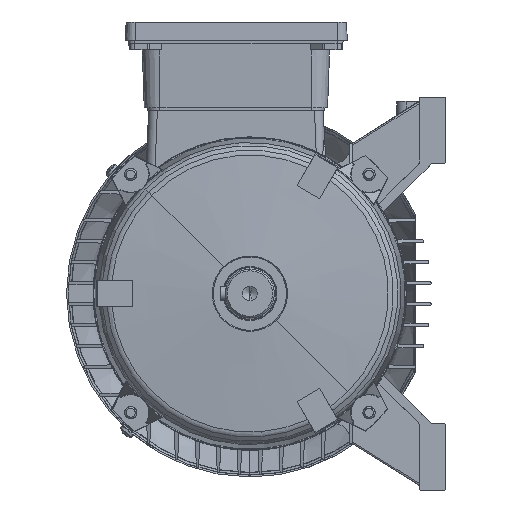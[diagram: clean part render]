
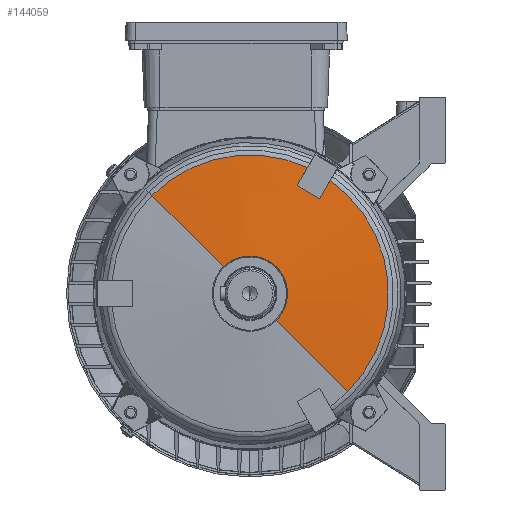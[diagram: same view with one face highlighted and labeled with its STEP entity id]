
A CAD part, left-side view. The second image highlights one B-rep face of the part: STEP entity #144059.
In plain terms, the highlighted conical face has half-angle 85.595 degrees and reference radius 21 mm.
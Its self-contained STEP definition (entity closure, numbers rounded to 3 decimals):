
#4971 = ORIENTED_EDGE ( 'NONE', *, *, #133591, .T. ) ;
#4979 = CARTESIAN_POINT ( 'NONE',  ( -0.043, 0., 21.553 ) ) ;
#5381 = ORIENTED_EDGE ( 'NONE', *, *, #27616, .T. ) ;
#7503 = DIRECTION ( 'NONE',  ( 1., 0., 0. ) ) ;
#8113 = VERTEX_POINT ( 'NONE', #4979 ) ;
#12907 = CARTESIAN_POINT ( 'NONE',  ( 0., 0., 0. ) ) ;
#13596 = CARTESIAN_POINT ( 'NONE',  ( -3.575, 66.658, 10.096 ) ) ;
#14325 = FACE_OUTER_BOUND ( 'NONE', #57643, .T. ) ;
#15686 = VERTEX_POINT ( 'NONE', #101358 ) ;
#20163 = EDGE_CURVE ( 'NONE', #8113, #29063, #36278, .T. ) ;
#23417 = CARTESIAN_POINT ( 'NONE',  ( -0.043, 0., -21.553 ) ) ;
#24574 = CARTESIAN_POINT ( 'NONE',  ( -4.188, 74.387, 12.167 ) ) ;
#27616 = EDGE_CURVE ( 'NONE', #44145, #77896, #36109, .T. ) ;
#28892 = VERTEX_POINT ( 'NONE', #81488 ) ;
#28954 = CARTESIAN_POINT ( 'NONE',  ( -3.575, 62.776, 24.585 ) ) ;
#29063 = VERTEX_POINT ( 'NONE', #23417 ) ;
#36109 = B_SPLINE_CURVE_WITH_KNOTS ( 'NONE', 3,
 ( #47257, #24574, #58181, #13596 ),
 .UNSPECIFIED., .F., .F.,
 ( 4, 4 ),
 ( 0., 0.012 ),
 .UNSPECIFIED. ) ;
#36278 = CIRCLE ( 'NONE', #138953, 21.553 ) ;
#37785 = CARTESIAN_POINT ( 'NONE',  ( -3.575, 66.658, 10.096 ) ) ;
#42779 = CONICAL_SURFACE ( 'NONE', #98757, 21., 1.494 ) ;
#44145 = VERTEX_POINT ( 'NONE', #142102 ) ;
#44521 = DIRECTION ( 'NONE',  ( 0., 0., -1. ) ) ;
#45120 = DIRECTION ( 'NONE',  ( -1., 0., 0. ) ) ;
#45311 = LINE ( 'NONE', #124906, #76135 ) ;
#46616 = EDGE_CURVE ( 'NONE', #104940, #64833, #121549, .T. ) ;
#47257 = CARTESIAN_POINT ( 'NONE',  ( -4.495, 78.251, 13.203 ) ) ;
#52256 = ORIENTED_EDGE ( 'NONE', *, *, #46616, .T. ) ;
#52995 = EDGE_CURVE ( 'NONE', #64833, #28892, #91607, .T. ) ;
#55755 = CARTESIAN_POINT ( 'NONE',  ( 0., 0., 21. ) ) ;
#55958 = CIRCLE ( 'NONE', #123639, 79.357 ) ;
#57643 = EDGE_LOOP ( 'NONE', ( #80534, #4971, #61699, #5381, #113400, #52256, #68128, #129974 ) ) ;
#58181 = CARTESIAN_POINT ( 'NONE',  ( -3.882, 70.522, 11.132 ) ) ;
#61699 = ORIENTED_EDGE ( 'NONE', *, *, #84312, .T. ) ;
#62298 = CARTESIAN_POINT ( 'NONE',  ( -4.495, 0., 0. ) ) ;
#63338 = CARTESIAN_POINT ( 'NONE',  ( -3.882, 66.64, 25.621 ) ) ;
#64833 = VERTEX_POINT ( 'NONE', #111863 ) ;
#68128 = ORIENTED_EDGE ( 'NONE', *, *, #52995, .T. ) ;
#69401 = DIRECTION ( 'NONE',  ( -0.077, 0., -0.997 ) ) ;
#76135 = VECTOR ( 'NONE', #69401, 1000. ) ;
#76365 = CARTESIAN_POINT ( 'NONE',  ( -0.043, 0., 0. ) ) ;
#77473 = DIRECTION ( 'NONE',  ( 1., 0., 0. ) ) ;
#77896 = VERTEX_POINT ( 'NONE', #139215 ) ;
#80534 = ORIENTED_EDGE ( 'NONE', *, *, #20163, .T. ) ;
#80883 = EDGE_CURVE ( 'NONE', #77896, #104940, #99669, .T. ) ;
#81488 = CARTESIAN_POINT ( 'NONE',  ( -4.495, 0., 79.357 ) ) ;
#83161 = CARTESIAN_POINT ( 'NONE',  ( -3.575, 62.776, 24.585 ) ) ;
#84312 = EDGE_CURVE ( 'NONE', #15686, #44145, #55958, .T. ) ;
#85296 = LINE ( 'NONE', #55755, #140109 ) ;
#86763 = CARTESIAN_POINT ( 'NONE',  ( -4.188, 70.504, 26.656 ) ) ;
#88691 = DIRECTION ( 'NONE',  ( -0.077, 0., 0.997 ) ) ;
#91607 = CIRCLE ( 'NONE', #121948, 79.357 ) ;
#98757 = AXIS2_PLACEMENT_3D ( 'NONE', #12907, #45120, #100681 ) ;
#99669 = B_SPLINE_CURVE_WITH_KNOTS ( 'NONE', 3,
 ( #37785, #140146, #139411, #83161 ),
 .UNSPECIFIED., .F., .F.,
 ( 4, 4 ),
 ( 0., 0.015 ),
 .UNSPECIFIED. ) ;
#100090 = CARTESIAN_POINT ( 'NONE',  ( -4.495, 0., 0. ) ) ;
#100681 = DIRECTION ( 'NONE',  ( 0., 0., 1. ) ) ;
#101358 = CARTESIAN_POINT ( 'NONE',  ( -4.495, 0., -79.357 ) ) ;
#104940 = VERTEX_POINT ( 'NONE', #28954 ) ;
#106892 = DIRECTION ( 'NONE',  ( 0., 0., -1. ) ) ;
#107931 = CARTESIAN_POINT ( 'NONE',  ( -4.495, 74.369, 27.692 ) ) ;
#111863 = CARTESIAN_POINT ( 'NONE',  ( -4.495, 74.369, 27.692 ) ) ;
#113400 = ORIENTED_EDGE ( 'NONE', *, *, #80883, .T. ) ;
#118871 = CARTESIAN_POINT ( 'NONE',  ( -3.575, 62.776, 24.585 ) ) ;
#120199 = DIRECTION ( 'NONE',  ( -1., 0., 0. ) ) ;
#120890 = DIRECTION ( 'NONE',  ( 0., 0., -1. ) ) ;
#121549 = B_SPLINE_CURVE_WITH_KNOTS ( 'NONE', 3,
 ( #118871, #63338, #86763, #107931 ),
 .UNSPECIFIED., .F., .F.,
 ( 4, 4 ),
 ( 0., 0.012 ),
 .UNSPECIFIED. ) ;
#121948 = AXIS2_PLACEMENT_3D ( 'NONE', #100090, #77473, #44521 ) ;
#123639 = AXIS2_PLACEMENT_3D ( 'NONE', #62298, #7503, #106892 ) ;
#124906 = CARTESIAN_POINT ( 'NONE',  ( 0., 0., -21. ) ) ;
#126926 = EDGE_CURVE ( 'NONE', #8113, #28892, #85296, .T. ) ;
#129974 = ORIENTED_EDGE ( 'NONE', *, *, #126926, .F. ) ;
#133591 = EDGE_CURVE ( 'NONE', #29063, #15686, #45311, .T. ) ;
#138953 = AXIS2_PLACEMENT_3D ( 'NONE', #76365, #120199, #120890 ) ;
#139215 = CARTESIAN_POINT ( 'NONE',  ( -3.575, 66.658, 10.096 ) ) ;
#139411 = CARTESIAN_POINT ( 'NONE',  ( -3.533, 64.07, 19.756 ) ) ;
#140109 = VECTOR ( 'NONE', #88691, 1000. ) ;
#140146 = CARTESIAN_POINT ( 'NONE',  ( -3.533, 65.364, 14.926 ) ) ;
#142102 = CARTESIAN_POINT ( 'NONE',  ( -4.495, 78.251, 13.203 ) ) ;
#144059 = ADVANCED_FACE ( 'NONE', ( #14325 ), #42779, .T. ) ;
